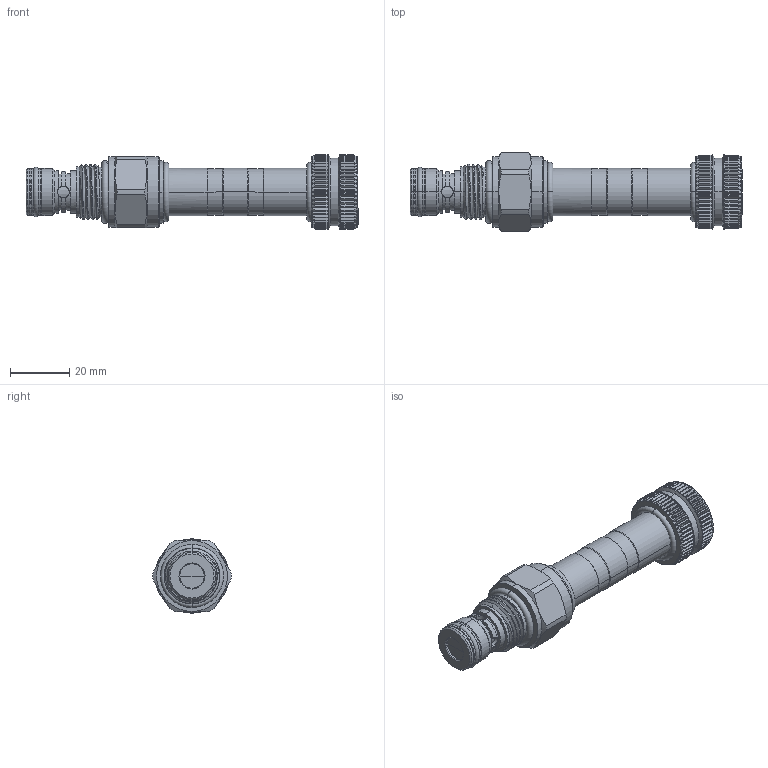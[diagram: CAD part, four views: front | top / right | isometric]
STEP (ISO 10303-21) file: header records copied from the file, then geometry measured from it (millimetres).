
FILE_DESCRIPTION (( 'STEP AP203' ), '1' );
FILE_NAME ('EP19E2C51N04.STEP', '2024-03-18T08:03:57', ( '' ), ( '' ), 'SwSTEP 2.0', 'SolidWorks 2018', '' );
FILE_SCHEMA (( 'CONFIG_CONTROL_DESIGN' ));
Length unit declared in the file: millimetre
Products named in the file (1): EP19E2C51N04
Bounding box: 112.04 x 26.66 x 25 mm (x, y, z)
Volume: 31572.6 mm3; surface area: 9555.8 mm2
Topology: 1 solids, 1 shells, 1011 faces, 2689 edges, 1701 vertices
Faces by surface type: plane 426, cylinder 397, cone 163, torus 16, bspline 9
Entity records: 36970 total; most frequent: CARTESIAN_POINT 12818, ORIENTED_EDGE 5374, DIRECTION 4685, EDGE_CURVE 2687, AXIS2_PLACEMENT_3D 1800, VERTEX_POINT 1701, VECTOR 1085, LINE 1085
